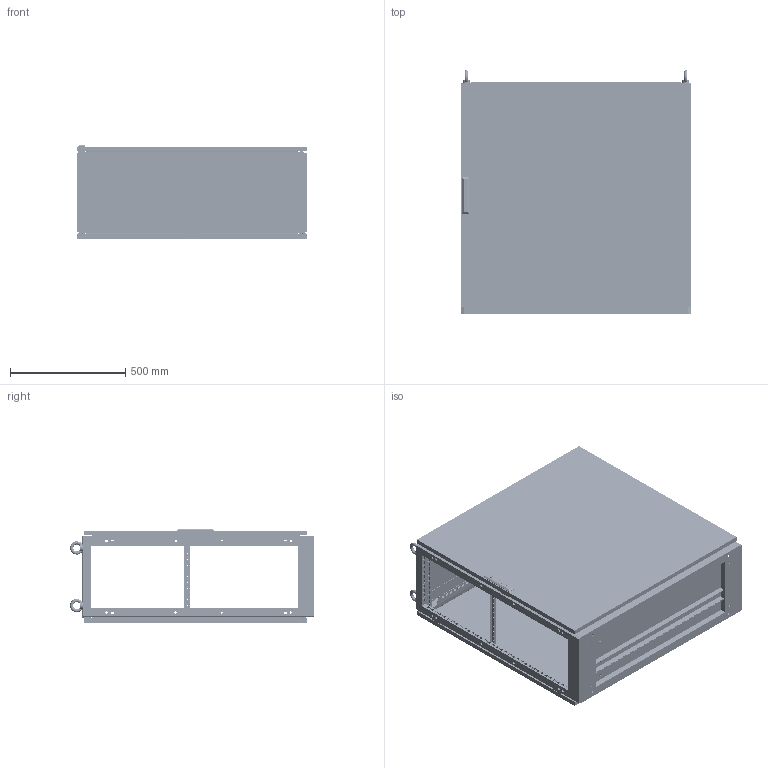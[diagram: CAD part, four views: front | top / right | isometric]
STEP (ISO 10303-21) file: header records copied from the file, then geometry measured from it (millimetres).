
FILE_DESCRIPTION (( 'STEP AP214' ), '1' );
FILE_NAME ('0395-1010-40-07.step', '2022-07-12T04:15:51', ( '' ), ( '' ), 'SwSTEP 2.0', 'SolidWorks 2019', '' );
FILE_SCHEMA (( 'AUTOMOTIVE_DESIGN' ));
Length unit declared in the file: millimetre
Products named in the file (7): Rueckwand_s_0395-1010-03-97; Tiefenstrebe_s_0396-0006-40-00; Bodenplattensatz_s_0396-1000-40-03; Dachplatte_as_0395-1000-40-07; 0395-1010-40-07; TuerR_s_0395-1010-00-97; Korpus_as_1010-40
Assembly tree (7 placements, depth 2):
  0395-1010-40-07
    Korpus_as_1010-40
    TuerR_s_0395-1010-00-97
    Dachplatte_as_0395-1000-40-07
    Rueckwand_s_0395-1010-03-97
    Bodenplattensatz_s_0396-1000-40-03
    Tiefenstrebe_s_0396-0006-40-00  x2
Bounding box: 1000 x 1057.99 x 408.5 mm (x, y, z)
Volume: 8681186.6 mm3; surface area: 9042670.4 mm2
Topology: 59 solids, 59 shells, 6579 faces, 18140 edges, 12020 vertices
Faces by surface type: plane 3901, cylinder 2398, cone 232, torus 24, bspline 24
Entity records: 240920 total; most frequent: CARTESIAN_POINT 38685, ORIENTED_EDGE 35800, DIRECTION 35576, EDGE_CURVE 17900, VECTOR 12518, LINE 12518, VERTEX_POINT 11862, AXIS2_PLACEMENT_3D 11529
